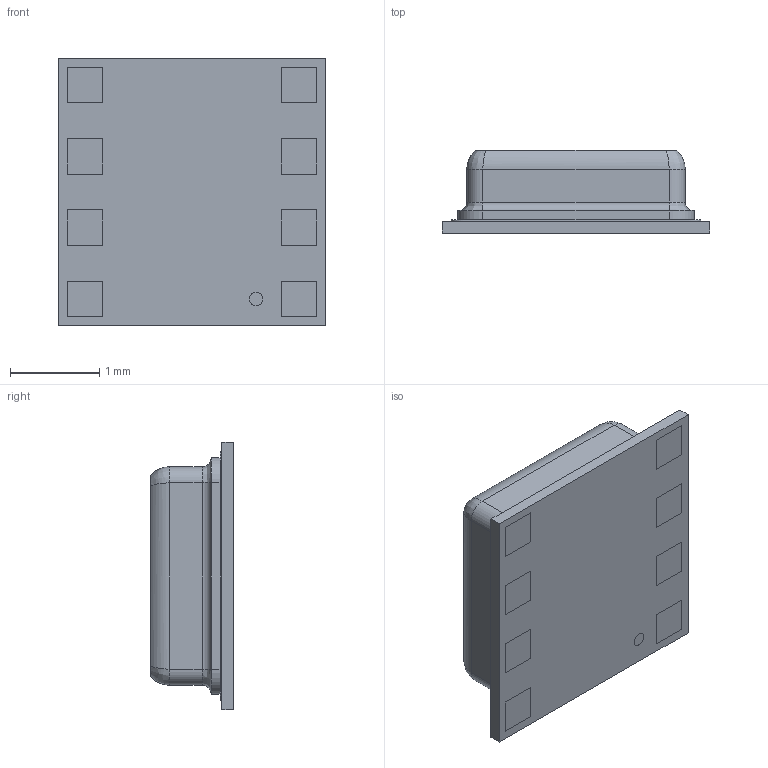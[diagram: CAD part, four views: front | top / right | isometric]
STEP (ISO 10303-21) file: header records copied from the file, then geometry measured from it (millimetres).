
FILE_DESCRIPTION (( 'STEP AP214' ), '1' );
FILE_NAME ('BME688.STEP', '2022-11-23T19:26:46', ( 'ADMIN' ), ( '' ), 'SwSTEP 2.0', 'SolidWorks 2016', '' );
FILE_SCHEMA (( 'AUTOMOTIVE_DESIGN' ));
Length unit declared in the file: millimetre
Products named in the file (1): BME688
Bounding box: 3 x 0.93 x 3 mm (x, y, z)
Volume: 2.1 mm3; surface area: 51.2 mm2
Topology: 11 solids, 11 shells, 179 faces, 390 edges, 240 vertices
Faces by surface type: plane 121, cylinder 42, bspline 16
Entity records: 5235 total; most frequent: CARTESIAN_POINT 1266, ORIENTED_EDGE 772, DIRECTION 762, EDGE_CURVE 386, LINE 298, VECTOR 298, VERTEX_POINT 240, AXIS2_PLACEMENT_3D 232
